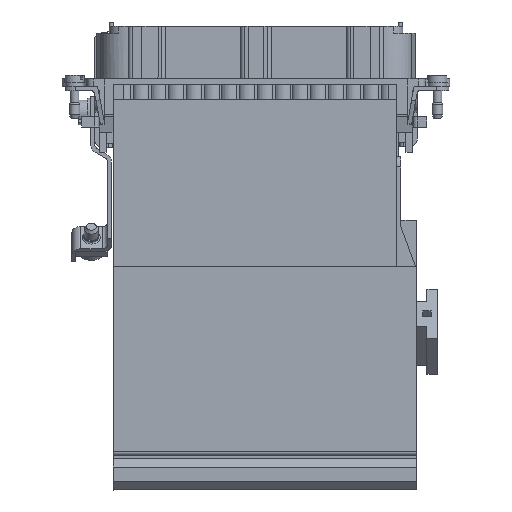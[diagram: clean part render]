
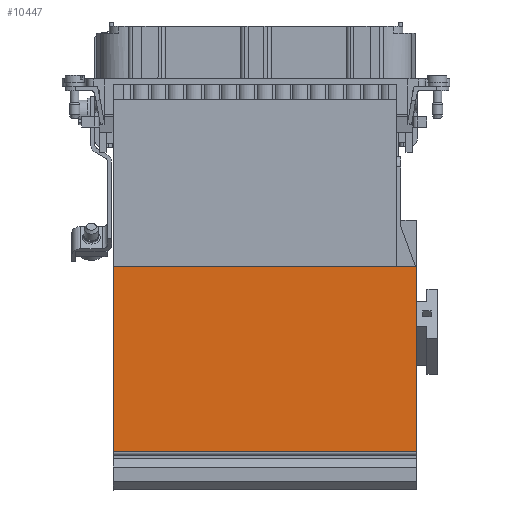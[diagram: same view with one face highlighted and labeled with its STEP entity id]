
A CAD part, front view. The second image highlights one B-rep face of the part: STEP entity #10447.
In plain terms, the highlighted planar face has unit normal (0, -1, 0.001).
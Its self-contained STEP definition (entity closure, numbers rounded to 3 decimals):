
#7469=FACE_OUTER_BOUND('',#18144,.T.);
#10447=ADVANCED_FACE('',(#7469),#13087,.T.);
#13087=PLANE('',#61999);
#18144=EDGE_LOOP('',(#24219,#24220,#24221,#24222));
#24219=ORIENTED_EDGE('',*,*,#40729,.T.);
#24220=ORIENTED_EDGE('',*,*,#40886,.F.);
#24221=ORIENTED_EDGE('',*,*,#42213,.F.);
#24222=ORIENTED_EDGE('',*,*,#42060,.F.);
#35779=VERTEX_POINT('',#81222);
#35780=VERTEX_POINT('',#81223);
#35906=VERTEX_POINT('',#81538);
#36738=VERTEX_POINT('',#89626);
#40729=EDGE_CURVE('',#35779,#35780,#49523,.T.);
#40886=EDGE_CURVE('',#35906,#35780,#49660,.T.);
#42060=EDGE_CURVE('',#35779,#36738,#50428,.T.);
#42213=EDGE_CURVE('',#36738,#35906,#50555,.T.);
#49523=LINE('',#81221,#54608);
#49660=LINE('',#81539,#54745);
#50428=LINE('',#89625,#55513);
#50555=LINE('',#89963,#55640);
#54608=VECTOR('',#65704,1.);
#54745=VECTOR('',#65947,1.);
#55513=VECTOR('',#68245,1.);
#55640=VECTOR('',#68442,1.);
#61999=AXIS2_PLACEMENT_3D('',#89964,#68443,#68444);
#65704=DIRECTION('',(-1.,0.,0.));
#65947=DIRECTION('',(0.,0.001,1.));
#68245=DIRECTION('',(0.,-0.001,-1.));
#68442=DIRECTION('',(-1.,0.,0.));
#68443=DIRECTION('',(0.,-1.,0.001));
#68444=DIRECTION('',(0.,0.001,1.));
#81221=CARTESIAN_POINT('',(40.3,-29.504,-50.4));
#81222=CARTESIAN_POINT('',(46.,-29.504,-50.4));
#81223=CARTESIAN_POINT('',(-40.98,-29.504,-50.4));
#81538=CARTESIAN_POINT('',(-40.98,-29.536,-103.555));
#81539=CARTESIAN_POINT('',(-40.98,-29.543,-117.207));
#89625=CARTESIAN_POINT('',(46.,-29.504,-50.555));
#89626=CARTESIAN_POINT('',(46.,-29.536,-103.555));
#89963=CARTESIAN_POINT('',(40.3,-29.536,-103.555));
#89964=CARTESIAN_POINT('',(40.3,-29.504,-50.555));
